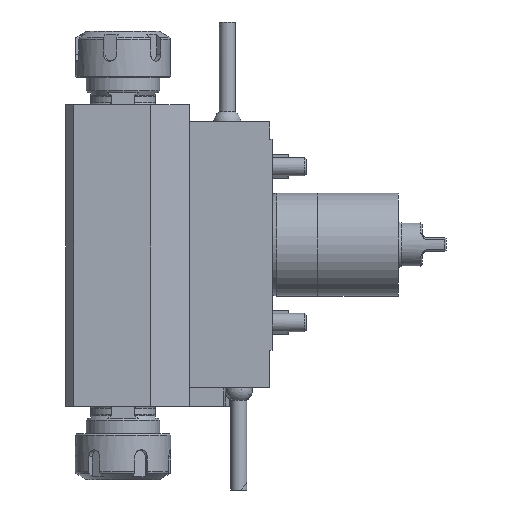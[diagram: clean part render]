
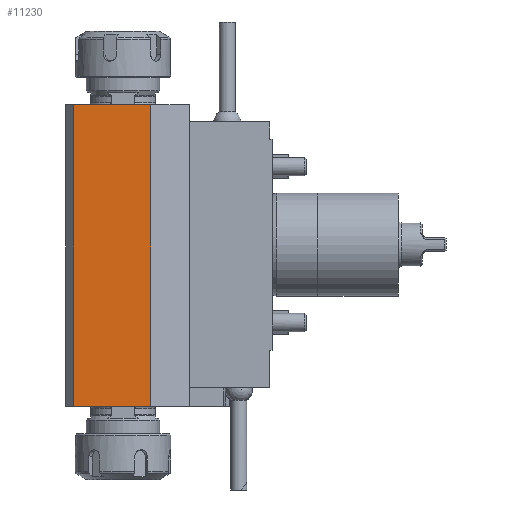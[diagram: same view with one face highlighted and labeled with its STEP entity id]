
A CAD part, left-side view. The second image highlights one B-rep face of the part: STEP entity #11230.
In plain terms, the highlighted planar face has unit normal (-1, 0, 0).
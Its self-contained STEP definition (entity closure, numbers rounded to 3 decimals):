
#1263 = VECTOR ( 'NONE', #34821, 1000. ) ;
#1693 = VERTEX_POINT ( 'NONE', #25579 ) ;
#3103 = ORIENTED_EDGE ( 'NONE', *, *, #32843, .T. ) ;
#3651 = CARTESIAN_POINT ( 'NONE',  ( -47., 21.473, 61. ) ) ;
#3949 = VERTEX_POINT ( 'NONE', #9764 ) ;
#5379 = LINE ( 'NONE', #32070, #24634 ) ;
#6060 = DIRECTION ( 'NONE',  ( -1., 0., 0. ) ) ;
#8209 = AXIS2_PLACEMENT_3D ( 'NONE', #27596, #6060, #35899 ) ;
#9573 = PLANE ( 'NONE',  #8209 ) ;
#9764 = CARTESIAN_POINT ( 'NONE',  ( -47., -12., -70.5 ) ) ;
#10000 = EDGE_LOOP ( 'NONE', ( #22763, #20497, #3103, #18546 ) ) ;
#11230 = ADVANCED_FACE ( 'NONE', ( #30763 ), #9573, .T. ) ;
#11871 = EDGE_CURVE ( 'NONE', #1693, #16492, #5379, .T. ) ;
#14647 = CARTESIAN_POINT ( 'NONE',  ( -47., 21.473, -70.5 ) ) ;
#16492 = VERTEX_POINT ( 'NONE', #18847 ) ;
#18546 = ORIENTED_EDGE ( 'NONE', *, *, #38762, .F. ) ;
#18847 = CARTESIAN_POINT ( 'NONE',  ( -47., 21.473, 61. ) ) ;
#20105 = CARTESIAN_POINT ( 'NONE',  ( -47., -12., 61. ) ) ;
#20157 = EDGE_CURVE ( 'NONE', #1693, #3949, #22938, .T. ) ;
#20497 = ORIENTED_EDGE ( 'NONE', *, *, #20157, .T. ) ;
#21426 = LINE ( 'NONE', #3651, #29932 ) ;
#22763 = ORIENTED_EDGE ( 'NONE', *, *, #11871, .F. ) ;
#22938 = LINE ( 'NONE', #14647, #30228 ) ;
#23130 = DIRECTION ( 'NONE',  ( 0., 0., 1. ) ) ;
#24634 = VECTOR ( 'NONE', #23130, 1000. ) ;
#25579 = CARTESIAN_POINT ( 'NONE',  ( -47., 21.473, -70.5 ) ) ;
#26073 = CARTESIAN_POINT ( 'NONE',  ( -47., -12., -178.907 ) ) ;
#26098 = DIRECTION ( 'NONE',  ( 0., -1., 0. ) ) ;
#27596 = CARTESIAN_POINT ( 'NONE',  ( -47., 21.473, -178.907 ) ) ;
#28689 = LINE ( 'NONE', #26073, #1263 ) ;
#29932 = VECTOR ( 'NONE', #30357, 1000. ) ;
#30228 = VECTOR ( 'NONE', #26098, 1000. ) ;
#30357 = DIRECTION ( 'NONE',  ( 0., -1., 0. ) ) ;
#30763 = FACE_OUTER_BOUND ( 'NONE', #10000, .T. ) ;
#32070 = CARTESIAN_POINT ( 'NONE',  ( -47., 21.473, -178.907 ) ) ;
#32843 = EDGE_CURVE ( 'NONE', #3949, #34849, #28689, .T. ) ;
#34821 = DIRECTION ( 'NONE',  ( 0., 0., 1. ) ) ;
#34849 = VERTEX_POINT ( 'NONE', #20105 ) ;
#35899 = DIRECTION ( 'NONE',  ( 0., 0., 1. ) ) ;
#38762 = EDGE_CURVE ( 'NONE', #16492, #34849, #21426, .T. ) ;
